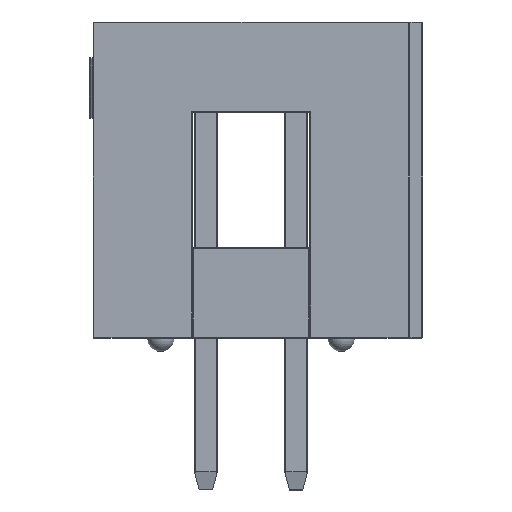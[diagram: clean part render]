
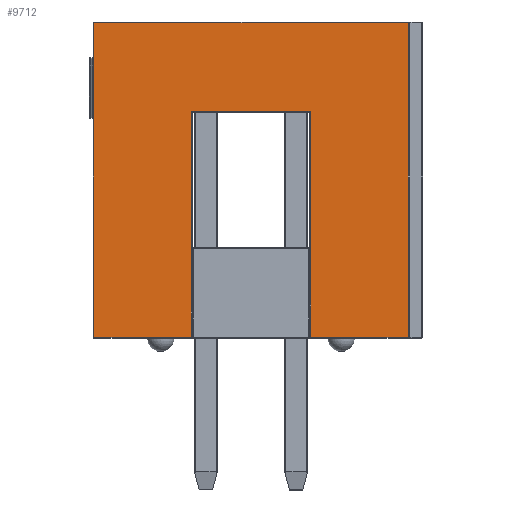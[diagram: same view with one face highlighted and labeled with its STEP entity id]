
A CAD part, left-side view. The second image highlights one B-rep face of the part: STEP entity #9712.
In plain terms, the highlighted planar face has unit normal (-1, 0, 0).
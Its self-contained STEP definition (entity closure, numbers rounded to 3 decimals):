
#710=CIRCLE('',#10429,0.051);
#852=PLANE('',#10591);
#1332=FACE_OUTER_BOUND('',#1925,.T.);
#1925=EDGE_LOOP('',(#7764,#7765,#7766,#7767,#7768,#7769,#7770,#7771,#7772));
#2387=LINE('',#14407,#3364);
#2404=LINE('',#14633,#3381);
#2408=LINE('',#14657,#3385);
#2439=LINE('',#14809,#3416);
#2441=LINE('',#14812,#3418);
#2446=LINE('',#14820,#3423);
#2449=LINE('',#14824,#3426);
#2501=LINE('',#14902,#3478);
#3364=VECTOR('',#11530,10.);
#3381=VECTOR('',#11679,10.);
#3385=VECTOR('',#11707,10.);
#3416=VECTOR('',#11888,10.);
#3418=VECTOR('',#11892,10.);
#3423=VECTOR('',#11903,10.);
#3426=VECTOR('',#11908,10.);
#3478=VECTOR('',#12012,10.);
#4425=VERTEX_POINT('',#14047);
#4462=VERTEX_POINT('',#14264);
#4481=VERTEX_POINT('',#14406);
#4526=VERTEX_POINT('',#14626);
#4535=VERTEX_POINT('',#14651);
#4536=VERTEX_POINT('',#14653);
#4561=VERTEX_POINT('',#14725);
#4562=VERTEX_POINT('',#14729);
#4575=VERTEX_POINT('',#14773);
#5434=EDGE_CURVE('',#4425,#4481,#2387,.T.);
#5499=EDGE_CURVE('',#4526,#4462,#2404,.T.);
#5509=EDGE_CURVE('',#4535,#4536,#710,.T.);
#5511=EDGE_CURVE('',#4481,#4535,#2408,.T.);
#5588=EDGE_CURVE('',#4562,#4575,#2439,.T.);
#5590=EDGE_CURVE('',#4575,#4561,#2441,.T.);
#5595=EDGE_CURVE('',#4536,#4562,#2446,.T.);
#5598=EDGE_CURVE('',#4561,#4526,#2449,.T.);
#5650=EDGE_CURVE('',#4462,#4425,#2501,.T.);
#7764=ORIENTED_EDGE('',*,*,#5588,.F.);
#7765=ORIENTED_EDGE('',*,*,#5595,.F.);
#7766=ORIENTED_EDGE('',*,*,#5509,.F.);
#7767=ORIENTED_EDGE('',*,*,#5511,.F.);
#7768=ORIENTED_EDGE('',*,*,#5434,.F.);
#7769=ORIENTED_EDGE('',*,*,#5650,.F.);
#7770=ORIENTED_EDGE('',*,*,#5499,.F.);
#7771=ORIENTED_EDGE('',*,*,#5598,.F.);
#7772=ORIENTED_EDGE('',*,*,#5590,.F.);
#9712=ADVANCED_FACE('',(#1332),#852,.T.);
#10429=AXIS2_PLACEMENT_3D('',#14654,#11701,#11702);
#10591=AXIS2_PLACEMENT_3D('',#15332,#12333,#12334);
#11530=DIRECTION('',(0.,0.,1.));
#11679=DIRECTION('',(0.,0.,-1.));
#11701=DIRECTION('center_axis',(-1.,0.,0.));
#11702=DIRECTION('ref_axis',(0.,0.707,0.707));
#11707=DIRECTION('',(0.,1.,0.));
#11888=DIRECTION('',(0.,1.,0.));
#11892=DIRECTION('',(0.,0.,1.));
#11903=DIRECTION('',(0.,0.,-1.));
#11908=DIRECTION('',(0.,-1.,0.));
#12012=DIRECTION('',(0.,1.,0.));
#12333=DIRECTION('center_axis',(-1.,0.,0.));
#12334=DIRECTION('ref_axis',(0.,-1.,0.));
#14047=CARTESIAN_POINT('',(-27.305,-1.676,0.025));
#14264=CARTESIAN_POINT('',(-27.305,-4.42,0.025));
#14406=CARTESIAN_POINT('',(-27.305,-1.676,6.375));
#14407=CARTESIAN_POINT('',(-27.305,-1.676,3.175));
#14626=CARTESIAN_POINT('',(-27.305,-4.42,8.865));
#14633=CARTESIAN_POINT('',(-27.305,-4.42,0.));
#14651=CARTESIAN_POINT('',(-27.305,1.626,6.375));
#14653=CARTESIAN_POINT('',(-27.305,1.676,6.325));
#14654=CARTESIAN_POINT('Origin',(-27.305,1.626,6.325));
#14657=CARTESIAN_POINT('',(-27.305,3.048,6.375));
#14725=CARTESIAN_POINT('',(-27.305,4.42,8.865));
#14729=CARTESIAN_POINT('',(-27.305,1.676,0.025));
#14773=CARTESIAN_POINT('',(-27.305,4.42,0.025));
#14809=CARTESIAN_POINT('',(-27.305,2.223,0.025));
#14812=CARTESIAN_POINT('',(-27.305,4.42,0.));
#14820=CARTESIAN_POINT('',(-27.305,1.676,0.));
#14824=CARTESIAN_POINT('',(-27.305,2.223,8.865));
#14902=CARTESIAN_POINT('',(-27.305,2.223,0.025));
#15332=CARTESIAN_POINT('Origin',(-27.305,4.445,0.));
